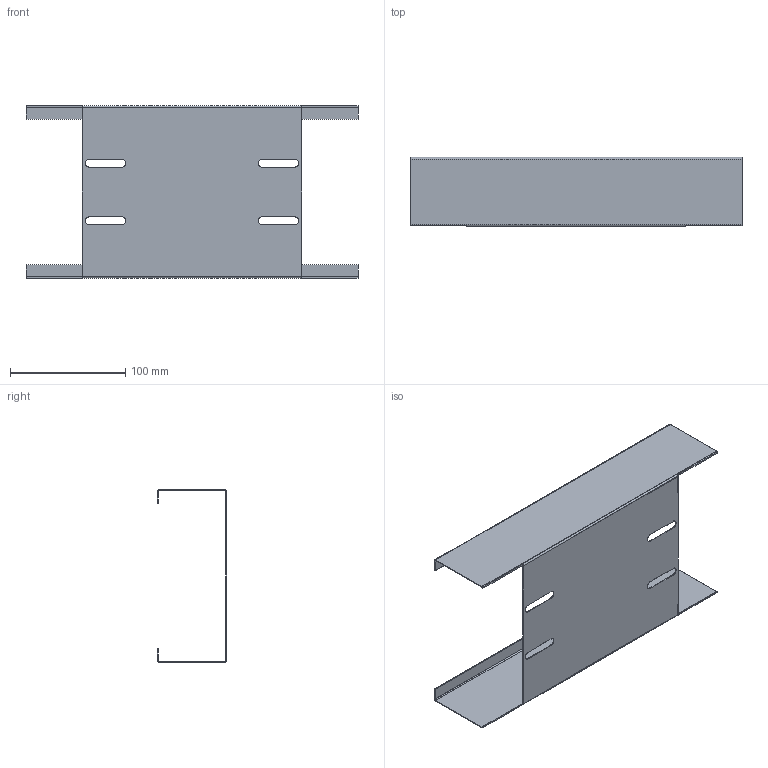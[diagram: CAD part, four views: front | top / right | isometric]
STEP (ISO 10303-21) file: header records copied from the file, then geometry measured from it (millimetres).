
FILE_DESCRIPTION (( 'STEP AP214' ), '1' );
FILE_NAME ('7005432_KSTP1.stp', '2018-05-24T06:01:53', ( '' ), ( '' ), 'SwSTEP 2.0', 'SolidWorks 2016', '' );
FILE_SCHEMA (( 'AUTOMOTIVE_DESIGN' ));
Length unit declared in the file: millimetre
Products named in the file (1): 7005432_KSTP1
Bounding box: 288 x 60 x 150 mm (x, y, z)
Volume: 47393.3 mm3; surface area: 136768.3 mm2
Topology: 1 solids, 1 shells, 58 faces, 140 edges, 84 vertices
Faces by surface type: plane 42, cylinder 16
Entity records: 1706 total; most frequent: DIRECTION 294, CARTESIAN_POINT 283, ORIENTED_EDGE 280, EDGE_CURVE 140, LINE 104, VECTOR 104, AXIS2_PLACEMENT_3D 95, VERTEX_POINT 84
